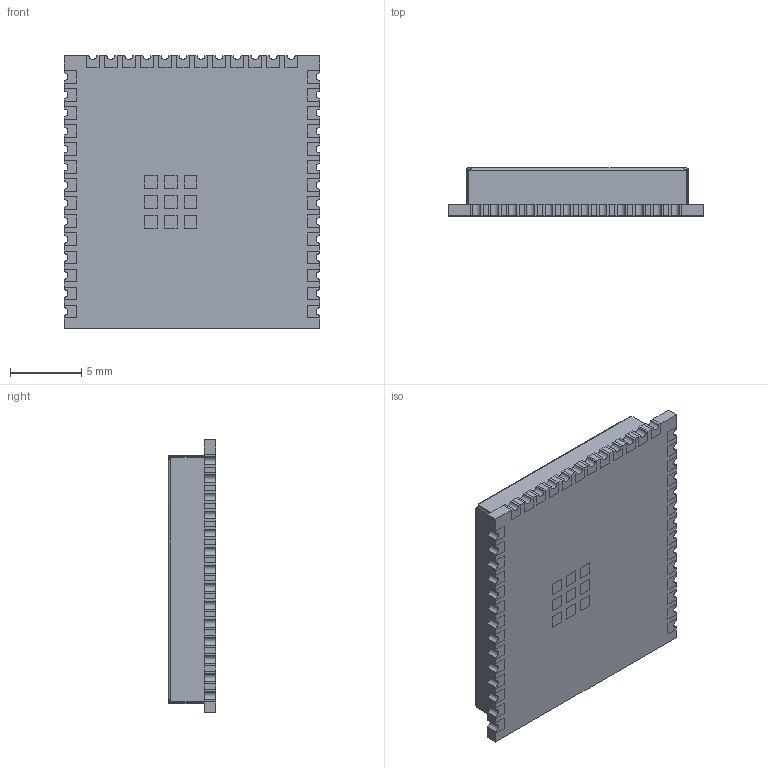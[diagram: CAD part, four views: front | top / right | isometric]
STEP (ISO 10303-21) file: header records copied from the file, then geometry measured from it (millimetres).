
FILE_DESCRIPTION (( 'STEP AP214' ), '1' );
FILE_NAME ('ESP32-S2-SOLO-U-N4R2.STEP', '2023-02-07T12:43:18', ( '' ), ( '' ), 'SwSTEP 2.0', 'SolidWorks 2017', '' );
FILE_SCHEMA (( 'AUTOMOTIVE_DESIGN' ));
Length unit declared in the file: millimetre
Products named in the file (1): ESP32-S2-SOLO-U-N4R2
Bounding box: 18 x 3.35 x 19.2 mm (x, y, z)
Volume: 316 mm3; surface area: 1803.6 mm2
Topology: 55 solids, 55 shells, 892 faces, 2262 edges, 1489 vertices
Faces by surface type: plane 782, cylinder 92, bspline 10, cone 6, sphere 2
Entity records: 31176 total; most frequent: CARTESIAN_POINT 4888, ORIENTED_EDGE 4516, DIRECTION 4154, EDGE_CURVE 2258, VECTOR 2048, LINE 2048, VERTEX_POINT 1487, AXIS2_PLACEMENT_3D 1053
